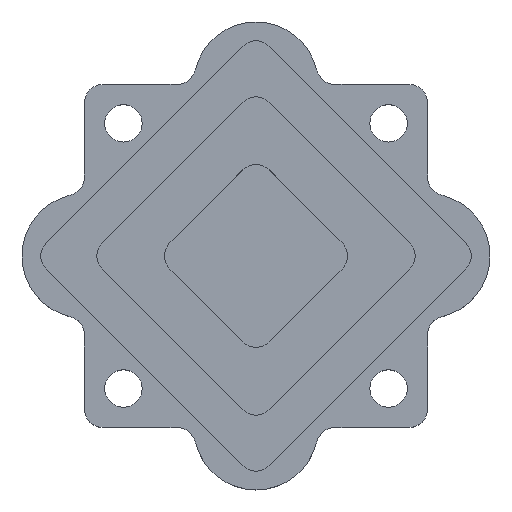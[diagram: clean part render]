
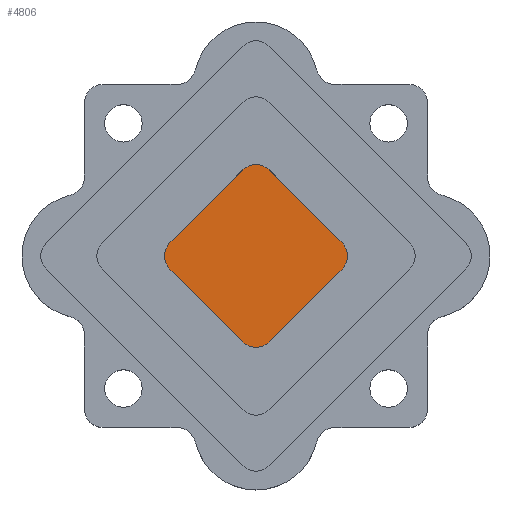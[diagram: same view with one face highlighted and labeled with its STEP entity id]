
A CAD part, top view. The second image highlights one B-rep face of the part: STEP entity #4806.
In plain terms, the highlighted planar face has unit normal (0, 0, 1).
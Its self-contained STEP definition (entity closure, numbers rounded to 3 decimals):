
#4196 = PLANE('',#4197);
#4197 = AXIS2_PLACEMENT_3D('',#4198,#4199,#4200);
#4198 = CARTESIAN_POINT('',(5.515,0.849,0.));
#4199 = DIRECTION('',(-0.707,-0.707,0.));
#4200 = DIRECTION('',(-0.707,0.707,0.));
#4225 = CYLINDRICAL_SURFACE('',#4226,1.2);
#4226 = AXIS2_PLACEMENT_3D('',#4227,#4228,#4229);
#4227 = CARTESIAN_POINT('',(0.,4.667,0.));
#4228 = DIRECTION('',(-0.,-0.,-1.));
#4229 = DIRECTION('',(1.,0.,0.));
#4253 = PLANE('',#4254);
#4254 = AXIS2_PLACEMENT_3D('',#4255,#4256,#4257);
#4255 = CARTESIAN_POINT('',(-0.849,5.515,0.));
#4256 = DIRECTION('',(0.707,-0.707,0.));
#4257 = DIRECTION('',(-0.707,-0.707,0.));
#4282 = CYLINDRICAL_SURFACE('',#4283,1.2);
#4283 = AXIS2_PLACEMENT_3D('',#4284,#4285,#4286);
#4284 = CARTESIAN_POINT('',(-4.667,0.,0.));
#4285 = DIRECTION('',(-0.,-0.,-1.));
#4286 = DIRECTION('',(1.,0.,0.));
#4310 = PLANE('',#4311);
#4311 = AXIS2_PLACEMENT_3D('',#4312,#4313,#4314);
#4312 = CARTESIAN_POINT('',(-5.515,-0.849,0.));
#4313 = DIRECTION('',(0.707,0.707,0.));
#4314 = DIRECTION('',(0.707,-0.707,0.));
#4339 = CYLINDRICAL_SURFACE('',#4340,1.2);
#4340 = AXIS2_PLACEMENT_3D('',#4341,#4342,#4343);
#4341 = CARTESIAN_POINT('',(0.,-4.667,0.));
#4342 = DIRECTION('',(-0.,-0.,-1.));
#4343 = DIRECTION('',(1.,0.,0.));
#4367 = PLANE('',#4368);
#4368 = AXIS2_PLACEMENT_3D('',#4369,#4370,#4371);
#4369 = CARTESIAN_POINT('',(0.849,-5.515,0.));
#4370 = DIRECTION('',(-0.707,0.707,0.));
#4371 = DIRECTION('',(0.707,0.707,0.));
#4394 = CYLINDRICAL_SURFACE('',#4395,1.2);
#4395 = AXIS2_PLACEMENT_3D('',#4396,#4397,#4398);
#4396 = CARTESIAN_POINT('',(4.667,0.,0.));
#4397 = DIRECTION('',(-0.,-0.,-1.));
#4398 = DIRECTION('',(1.,0.,0.));
#4409 = EDGE_CURVE('',#4410,#4412,#4414,.T.);
#4410 = VERTEX_POINT('',#4411);
#4411 = CARTESIAN_POINT('',(5.515,0.849,1.));
#4412 = VERTEX_POINT('',#4413);
#4413 = CARTESIAN_POINT('',(0.849,5.515,1.));
#4414 = SURFACE_CURVE('',#4415,(#4419,#4426),.PCURVE_S1.);
#4415 = LINE('',#4416,#4417);
#4416 = CARTESIAN_POINT('',(5.515,0.849,1.));
#4417 = VECTOR('',#4418,1.);
#4418 = DIRECTION('',(-0.707,0.707,0.));
#4419 = PCURVE('',#4196,#4420);
#4420 = DEFINITIONAL_REPRESENTATION('',(#4421),#4425);
#4421 = LINE('',#4422,#4423);
#4422 = CARTESIAN_POINT('',(0.,-1.));
#4423 = VECTOR('',#4424,1.);
#4424 = DIRECTION('',(1.,0.));
#4425 = ( GEOMETRIC_REPRESENTATION_CONTEXT(2) 
PARAMETRIC_REPRESENTATION_CONTEXT() REPRESENTATION_CONTEXT('2D SPACE',''
  ) );
#4426 = PCURVE('',#4427,#4432);
#4427 = PLANE('',#4428);
#4428 = AXIS2_PLACEMENT_3D('',#4429,#4430,#4431);
#4429 = CARTESIAN_POINT('',(0.,0.,1.)
  );
#4430 = DIRECTION('',(0.,0.,1.));
#4431 = DIRECTION('',(1.,0.,0.));
#4432 = DEFINITIONAL_REPRESENTATION('',(#4433),#4437);
#4433 = LINE('',#4434,#4435);
#4434 = CARTESIAN_POINT('',(5.515,0.849));
#4435 = VECTOR('',#4436,1.);
#4436 = DIRECTION('',(-0.707,0.707));
#4437 = ( GEOMETRIC_REPRESENTATION_CONTEXT(2) 
PARAMETRIC_REPRESENTATION_CONTEXT() REPRESENTATION_CONTEXT('2D SPACE',''
  ) );
#4485 = EDGE_CURVE('',#4412,#4486,#4488,.T.);
#4486 = VERTEX_POINT('',#4487);
#4487 = CARTESIAN_POINT('',(-0.849,5.515,1.));
#4488 = SURFACE_CURVE('',#4489,(#4494,#4501),.PCURVE_S1.);
#4489 = CIRCLE('',#4490,1.2);
#4490 = AXIS2_PLACEMENT_3D('',#4491,#4492,#4493);
#4491 = CARTESIAN_POINT('',(0.,4.667,1.));
#4492 = DIRECTION('',(0.,0.,1.));
#4493 = DIRECTION('',(1.,0.,0.));
#4494 = PCURVE('',#4225,#4495);
#4495 = DEFINITIONAL_REPRESENTATION('',(#4496),#4500);
#4496 = LINE('',#4497,#4498);
#4497 = CARTESIAN_POINT('',(-0.,-1.));
#4498 = VECTOR('',#4499,1.);
#4499 = DIRECTION('',(-1.,0.));
#4500 = ( GEOMETRIC_REPRESENTATION_CONTEXT(2) 
PARAMETRIC_REPRESENTATION_CONTEXT() REPRESENTATION_CONTEXT('2D SPACE',''
  ) );
#4501 = PCURVE('',#4427,#4502);
#4502 = DEFINITIONAL_REPRESENTATION('',(#4503),#4507);
#4503 = CIRCLE('',#4504,1.2);
#4504 = AXIS2_PLACEMENT_2D('',#4505,#4506);
#4505 = CARTESIAN_POINT('',(0.,4.667));
#4506 = DIRECTION('',(1.,0.));
#4507 = ( GEOMETRIC_REPRESENTATION_CONTEXT(2) 
PARAMETRIC_REPRESENTATION_CONTEXT() REPRESENTATION_CONTEXT('2D SPACE',''
  ) );
#4535 = EDGE_CURVE('',#4486,#4536,#4538,.T.);
#4536 = VERTEX_POINT('',#4537);
#4537 = CARTESIAN_POINT('',(-5.515,0.849,1.));
#4538 = SURFACE_CURVE('',#4539,(#4543,#4550),.PCURVE_S1.);
#4539 = LINE('',#4540,#4541);
#4540 = CARTESIAN_POINT('',(-0.849,5.515,1.));
#4541 = VECTOR('',#4542,1.);
#4542 = DIRECTION('',(-0.707,-0.707,0.));
#4543 = PCURVE('',#4253,#4544);
#4544 = DEFINITIONAL_REPRESENTATION('',(#4545),#4549);
#4545 = LINE('',#4546,#4547);
#4546 = CARTESIAN_POINT('',(0.,-1.));
#4547 = VECTOR('',#4548,1.);
#4548 = DIRECTION('',(1.,0.));
#4549 = ( GEOMETRIC_REPRESENTATION_CONTEXT(2) 
PARAMETRIC_REPRESENTATION_CONTEXT() REPRESENTATION_CONTEXT('2D SPACE',''
  ) );
#4550 = PCURVE('',#4427,#4551);
#4551 = DEFINITIONAL_REPRESENTATION('',(#4552),#4556);
#4552 = LINE('',#4553,#4554);
#4553 = CARTESIAN_POINT('',(-0.849,5.515));
#4554 = VECTOR('',#4555,1.);
#4555 = DIRECTION('',(-0.707,-0.707));
#4556 = ( GEOMETRIC_REPRESENTATION_CONTEXT(2) 
PARAMETRIC_REPRESENTATION_CONTEXT() REPRESENTATION_CONTEXT('2D SPACE',''
  ) );
#4584 = EDGE_CURVE('',#4536,#4585,#4587,.T.);
#4585 = VERTEX_POINT('',#4586);
#4586 = CARTESIAN_POINT('',(-5.515,-0.849,1.));
#4587 = SURFACE_CURVE('',#4588,(#4593,#4600),.PCURVE_S1.);
#4588 = CIRCLE('',#4589,1.2);
#4589 = AXIS2_PLACEMENT_3D('',#4590,#4591,#4592);
#4590 = CARTESIAN_POINT('',(-4.667,0.,1.));
#4591 = DIRECTION('',(0.,0.,1.));
#4592 = DIRECTION('',(1.,0.,0.));
#4593 = PCURVE('',#4282,#4594);
#4594 = DEFINITIONAL_REPRESENTATION('',(#4595),#4599);
#4595 = LINE('',#4596,#4597);
#4596 = CARTESIAN_POINT('',(-0.,-1.));
#4597 = VECTOR('',#4598,1.);
#4598 = DIRECTION('',(-1.,0.));
#4599 = ( GEOMETRIC_REPRESENTATION_CONTEXT(2) 
PARAMETRIC_REPRESENTATION_CONTEXT() REPRESENTATION_CONTEXT('2D SPACE',''
  ) );
#4600 = PCURVE('',#4427,#4601);
#4601 = DEFINITIONAL_REPRESENTATION('',(#4602),#4606);
#4602 = CIRCLE('',#4603,1.2);
#4603 = AXIS2_PLACEMENT_2D('',#4604,#4605);
#4604 = CARTESIAN_POINT('',(-4.667,0.));
#4605 = DIRECTION('',(1.,0.));
#4606 = ( GEOMETRIC_REPRESENTATION_CONTEXT(2) 
PARAMETRIC_REPRESENTATION_CONTEXT() REPRESENTATION_CONTEXT('2D SPACE',''
  ) );
#4634 = EDGE_CURVE('',#4585,#4635,#4637,.T.);
#4635 = VERTEX_POINT('',#4636);
#4636 = CARTESIAN_POINT('',(-0.849,-5.515,1.));
#4637 = SURFACE_CURVE('',#4638,(#4642,#4649),.PCURVE_S1.);
#4638 = LINE('',#4639,#4640);
#4639 = CARTESIAN_POINT('',(-5.515,-0.849,1.));
#4640 = VECTOR('',#4641,1.);
#4641 = DIRECTION('',(0.707,-0.707,0.));
#4642 = PCURVE('',#4310,#4643);
#4643 = DEFINITIONAL_REPRESENTATION('',(#4644),#4648);
#4644 = LINE('',#4645,#4646);
#4645 = CARTESIAN_POINT('',(0.,-1.));
#4646 = VECTOR('',#4647,1.);
#4647 = DIRECTION('',(1.,0.));
#4648 = ( GEOMETRIC_REPRESENTATION_CONTEXT(2) 
PARAMETRIC_REPRESENTATION_CONTEXT() REPRESENTATION_CONTEXT('2D SPACE',''
  ) );
#4649 = PCURVE('',#4427,#4650);
#4650 = DEFINITIONAL_REPRESENTATION('',(#4651),#4655);
#4651 = LINE('',#4652,#4653);
#4652 = CARTESIAN_POINT('',(-5.515,-0.849));
#4653 = VECTOR('',#4654,1.);
#4654 = DIRECTION('',(0.707,-0.707));
#4655 = ( GEOMETRIC_REPRESENTATION_CONTEXT(2) 
PARAMETRIC_REPRESENTATION_CONTEXT() REPRESENTATION_CONTEXT('2D SPACE',''
  ) );
#4683 = EDGE_CURVE('',#4635,#4684,#4686,.T.);
#4684 = VERTEX_POINT('',#4685);
#4685 = CARTESIAN_POINT('',(0.849,-5.515,1.));
#4686 = SURFACE_CURVE('',#4687,(#4692,#4699),.PCURVE_S1.);
#4687 = CIRCLE('',#4688,1.2);
#4688 = AXIS2_PLACEMENT_3D('',#4689,#4690,#4691);
#4689 = CARTESIAN_POINT('',(0.,-4.667,1.));
#4690 = DIRECTION('',(0.,0.,1.));
#4691 = DIRECTION('',(1.,0.,0.));
#4692 = PCURVE('',#4339,#4693);
#4693 = DEFINITIONAL_REPRESENTATION('',(#4694),#4698);
#4694 = LINE('',#4695,#4696);
#4695 = CARTESIAN_POINT('',(-0.,-1.));
#4696 = VECTOR('',#4697,1.);
#4697 = DIRECTION('',(-1.,0.));
#4698 = ( GEOMETRIC_REPRESENTATION_CONTEXT(2) 
PARAMETRIC_REPRESENTATION_CONTEXT() REPRESENTATION_CONTEXT('2D SPACE',''
  ) );
#4699 = PCURVE('',#4427,#4700);
#4700 = DEFINITIONAL_REPRESENTATION('',(#4701),#4705);
#4701 = CIRCLE('',#4702,1.2);
#4702 = AXIS2_PLACEMENT_2D('',#4703,#4704);
#4703 = CARTESIAN_POINT('',(0.,-4.667));
#4704 = DIRECTION('',(1.,0.));
#4705 = ( GEOMETRIC_REPRESENTATION_CONTEXT(2) 
PARAMETRIC_REPRESENTATION_CONTEXT() REPRESENTATION_CONTEXT('2D SPACE',''
  ) );
#4733 = EDGE_CURVE('',#4684,#4734,#4736,.T.);
#4734 = VERTEX_POINT('',#4735);
#4735 = CARTESIAN_POINT('',(5.515,-0.849,1.));
#4736 = SURFACE_CURVE('',#4737,(#4741,#4748),.PCURVE_S1.);
#4737 = LINE('',#4738,#4739);
#4738 = CARTESIAN_POINT('',(0.849,-5.515,1.));
#4739 = VECTOR('',#4740,1.);
#4740 = DIRECTION('',(0.707,0.707,0.));
#4741 = PCURVE('',#4367,#4742);
#4742 = DEFINITIONAL_REPRESENTATION('',(#4743),#4747);
#4743 = LINE('',#4744,#4745);
#4744 = CARTESIAN_POINT('',(0.,-1.));
#4745 = VECTOR('',#4746,1.);
#4746 = DIRECTION('',(1.,0.));
#4747 = ( GEOMETRIC_REPRESENTATION_CONTEXT(2) 
PARAMETRIC_REPRESENTATION_CONTEXT() REPRESENTATION_CONTEXT('2D SPACE',''
  ) );
#4748 = PCURVE('',#4427,#4749);
#4749 = DEFINITIONAL_REPRESENTATION('',(#4750),#4754);
#4750 = LINE('',#4751,#4752);
#4751 = CARTESIAN_POINT('',(0.849,-5.515));
#4752 = VECTOR('',#4753,1.);
#4753 = DIRECTION('',(0.707,0.707));
#4754 = ( GEOMETRIC_REPRESENTATION_CONTEXT(2) 
PARAMETRIC_REPRESENTATION_CONTEXT() REPRESENTATION_CONTEXT('2D SPACE',''
  ) );
#4782 = EDGE_CURVE('',#4734,#4410,#4783,.T.);
#4783 = SURFACE_CURVE('',#4784,(#4789,#4796),.PCURVE_S1.);
#4784 = CIRCLE('',#4785,1.2);
#4785 = AXIS2_PLACEMENT_3D('',#4786,#4787,#4788);
#4786 = CARTESIAN_POINT('',(4.667,0.,1.));
#4787 = DIRECTION('',(0.,0.,1.));
#4788 = DIRECTION('',(1.,0.,0.));
#4789 = PCURVE('',#4394,#4790);
#4790 = DEFINITIONAL_REPRESENTATION('',(#4791),#4795);
#4791 = LINE('',#4792,#4793);
#4792 = CARTESIAN_POINT('',(-0.,-1.));
#4793 = VECTOR('',#4794,1.);
#4794 = DIRECTION('',(-1.,0.));
#4795 = ( GEOMETRIC_REPRESENTATION_CONTEXT(2) 
PARAMETRIC_REPRESENTATION_CONTEXT() REPRESENTATION_CONTEXT('2D SPACE',''
  ) );
#4796 = PCURVE('',#4427,#4797);
#4797 = DEFINITIONAL_REPRESENTATION('',(#4798),#4802);
#4798 = CIRCLE('',#4799,1.2);
#4799 = AXIS2_PLACEMENT_2D('',#4800,#4801);
#4800 = CARTESIAN_POINT('',(4.667,0.));
#4801 = DIRECTION('',(1.,0.));
#4802 = ( GEOMETRIC_REPRESENTATION_CONTEXT(2) 
PARAMETRIC_REPRESENTATION_CONTEXT() REPRESENTATION_CONTEXT('2D SPACE',''
  ) );
#4806 = ADVANCED_FACE('',(#4807),#4427,.T.);
#4807 = FACE_BOUND('',#4808,.T.);
#4808 = EDGE_LOOP('',(#4809,#4810,#4811,#4812,#4813,#4814,#4815,#4816));
#4809 = ORIENTED_EDGE('',*,*,#4409,.T.);
#4810 = ORIENTED_EDGE('',*,*,#4485,.T.);
#4811 = ORIENTED_EDGE('',*,*,#4535,.T.);
#4812 = ORIENTED_EDGE('',*,*,#4584,.T.);
#4813 = ORIENTED_EDGE('',*,*,#4634,.T.);
#4814 = ORIENTED_EDGE('',*,*,#4683,.T.);
#4815 = ORIENTED_EDGE('',*,*,#4733,.T.);
#4816 = ORIENTED_EDGE('',*,*,#4782,.T.);
